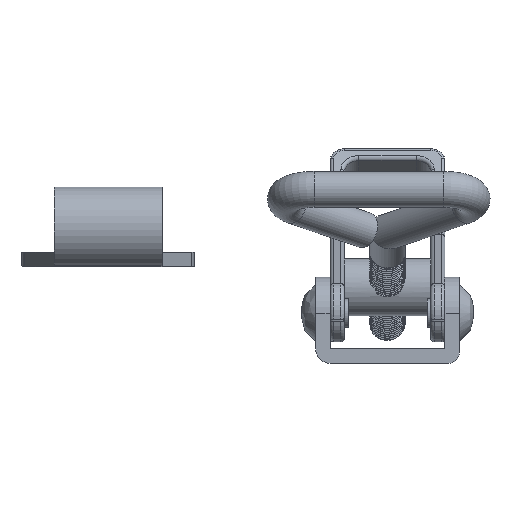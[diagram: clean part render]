
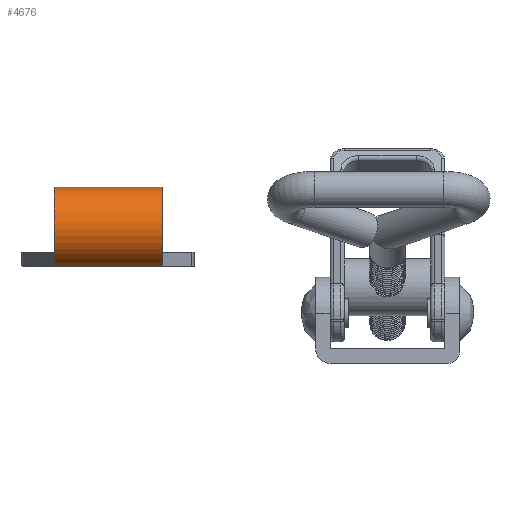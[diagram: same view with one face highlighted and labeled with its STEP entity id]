
A CAD part, front view. The second image highlights one B-rep face of the part: STEP entity #4676.
In plain terms, the highlighted cylindrical face has radius 5.651 mm (diameter 11.302 mm), a partial arc.
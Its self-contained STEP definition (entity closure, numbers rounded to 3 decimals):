
#709=FACE_OUTER_BOUND('',#1000,.T.);
#1000=EDGE_LOOP('',(#4194,#4195,#4196,#4197));
#1265=LINE('',#14172,#1536);
#1272=LINE('',#14190,#1543);
#1536=VECTOR('',#6319,10.);
#1543=VECTOR('',#6334,10.);
#1717=CIRCLE('',#5193,5.651);
#1718=CIRCLE('',#5194,5.651);
#2147=VERTEX_POINT('',#14168);
#2149=VERTEX_POINT('',#14171);
#2153=VERTEX_POINT('',#14183);
#2156=VERTEX_POINT('',#14188);
#2830=EDGE_CURVE('',#2147,#2149,#1265,.T.);
#2839=EDGE_CURVE('',#2153,#2156,#1272,.T.);
#2840=EDGE_CURVE('',#2153,#2147,#1717,.T.);
#2841=EDGE_CURVE('',#2149,#2156,#1718,.T.);
#4194=ORIENTED_EDGE('',*,*,#2840,.F.);
#4195=ORIENTED_EDGE('',*,*,#2839,.T.);
#4196=ORIENTED_EDGE('',*,*,#2841,.F.);
#4197=ORIENTED_EDGE('',*,*,#2830,.F.);
#4413=CYLINDRICAL_SURFACE('',#5192,5.651);
#4676=ADVANCED_FACE('',(#709),#4413,.T.);
#5192=AXIS2_PLACEMENT_3D('',#14191,#6335,#6336);
#5193=AXIS2_PLACEMENT_3D('',#14192,#6337,#6338);
#5194=AXIS2_PLACEMENT_3D('',#14193,#6339,#6340);
#6319=DIRECTION('',(1.,0.,0.));
#6334=DIRECTION('',(1.,0.,0.));
#6335=DIRECTION('center_axis',(1.,0.,0.));
#6336=DIRECTION('ref_axis',(0.,-0.348,-0.938));
#6337=DIRECTION('center_axis',(-1.,0.,0.));
#6338=DIRECTION('ref_axis',(0.,-0.348,-0.938));
#6339=DIRECTION('center_axis',(1.,0.,0.));
#6340=DIRECTION('ref_axis',(0.,-0.348,-0.938));
#14168=CARTESIAN_POINT('',(0.,2.4,10.96));
#14171=CARTESIAN_POINT('',(15.,2.4,10.96));
#14172=CARTESIAN_POINT('',(0.,2.4,10.96));
#14183=CARTESIAN_POINT('',(0.,-0.696,0.125));
#14188=CARTESIAN_POINT('',(15.,-0.696,0.125));
#14190=CARTESIAN_POINT('',(0.,-0.696,0.125));
#14191=CARTESIAN_POINT('Origin',(0.,1.27,5.423));
#14192=CARTESIAN_POINT('Origin',(0.,1.27,5.423));
#14193=CARTESIAN_POINT('Origin',(15.,1.27,5.423));
